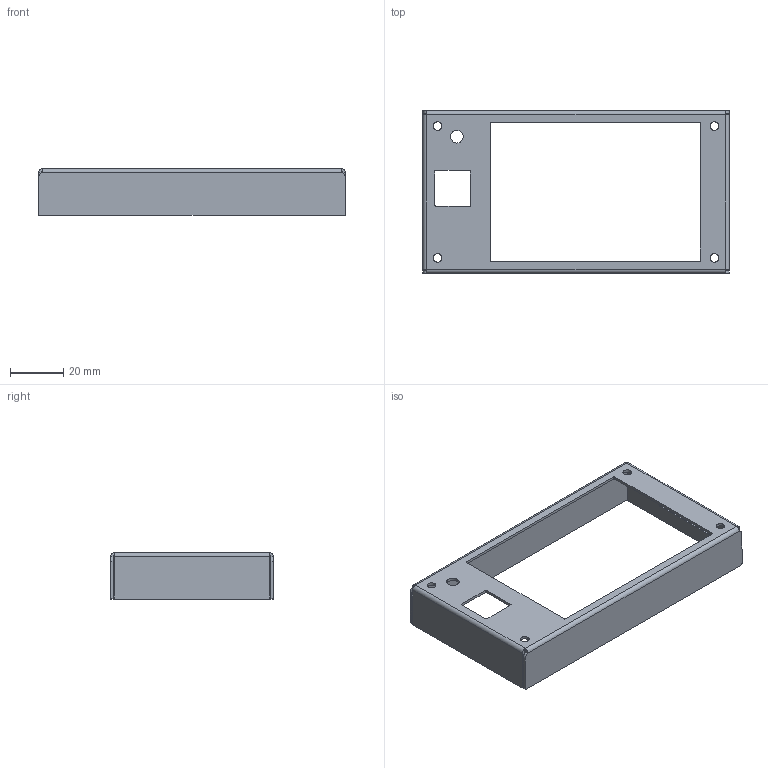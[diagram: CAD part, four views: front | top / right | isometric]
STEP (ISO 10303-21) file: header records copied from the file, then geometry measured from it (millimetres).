
FILE_DESCRIPTION (( 'STEP AP203' ), '1' );
FILE_NAME ('P3_LCD Case_BTT_v3.STEP', '2021-08-20T21:10:34', ( '' ), ( '' ), 'SwSTEP 2.0', 'SolidWorks 2020', '' );
FILE_SCHEMA (( 'CONFIG_CONTROL_DESIGN' ));
Length unit declared in the file: millimetre
Products named in the file (1): P3_LCD Case_BTT_v3
Bounding box: 115 x 61 x 17.5 mm (x, y, z)
Volume: 8110.3 mm3; surface area: 17139.6 mm2
Topology: 1 solids, 1 shells, 84 faces, 214 edges, 132 vertices
Faces by surface type: cylinder 38, plane 34, bspline 12
Entity records: 3031 total; most frequent: CARTESIAN_POINT 923, ORIENTED_EDGE 428, DIRECTION 408, EDGE_CURVE 214, AXIS2_PLACEMENT_3D 141, VERTEX_POINT 132, LINE 126, VECTOR 126
